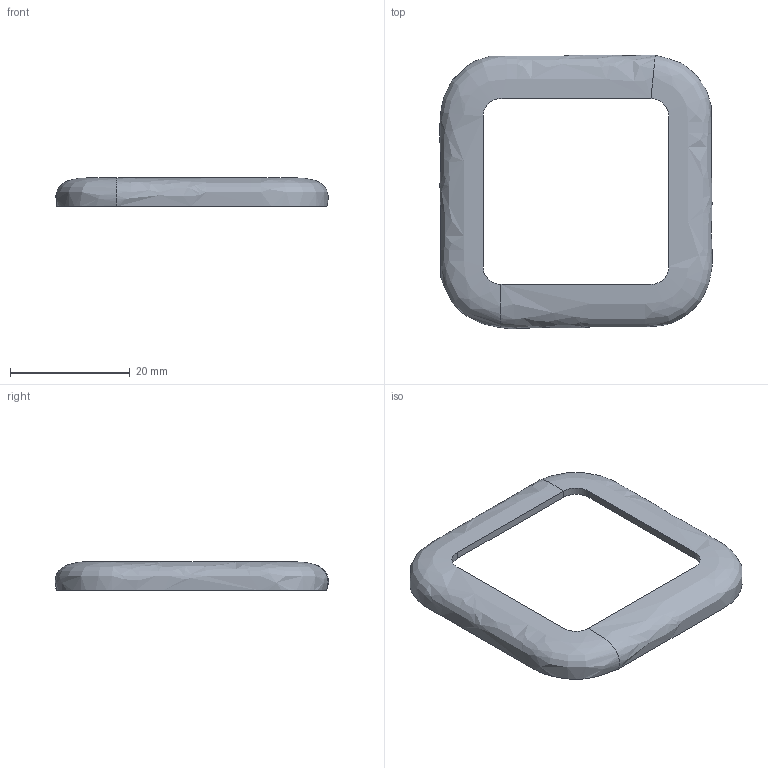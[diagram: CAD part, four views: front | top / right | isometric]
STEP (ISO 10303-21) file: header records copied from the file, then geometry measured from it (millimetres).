
FILE_DESCRIPTION(/* description */ (''),/* implementation_level */ '2;1');
FILE_NAME(/* name */ 'top',/* time_stamp */ '2015-03-31T17:48:43-07:00',/* author */ (''),/* organization */ (''),/* preprocessor_version */ 'ST-DEVELOPER v15',/* originating_system */ '',/* authorisation */ '');
FILE_SCHEMA (('AUTOMOTIVE_DESIGN'));
Length unit declared in the file: inch
Products named in the file (3): Document; Top latch; Button peg
Assembly tree (16 placements, depth 2):
  Document
    Top latch  x8
    Button peg  x8
Bounding box: 45.42 x 45.61 x 4.83 mm (x, y, z)
Volume: 27.4 mm3; surface area: 3741.8 mm2
Topology: 8 solids, 17 shells, 173 faces, 421 edges, 264 vertices
Faces by surface type: plane 95, bspline 78
Entity records: 3336 total; most frequent: CARTESIAN_POINT 2470, ORIENTED_EDGE 204, EDGE_CURVE 107, B_SPLINE_CURVE_WITH_KNOTS 86, VERTEX_POINT 68, DIRECTION 62, EDGE_LOOP 42, ADVANCED_FACE 40
